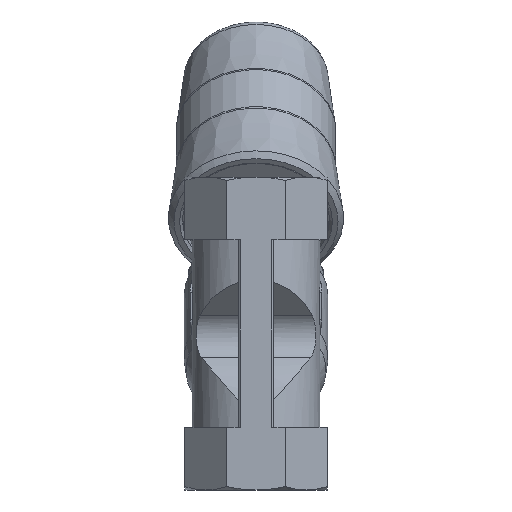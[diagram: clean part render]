
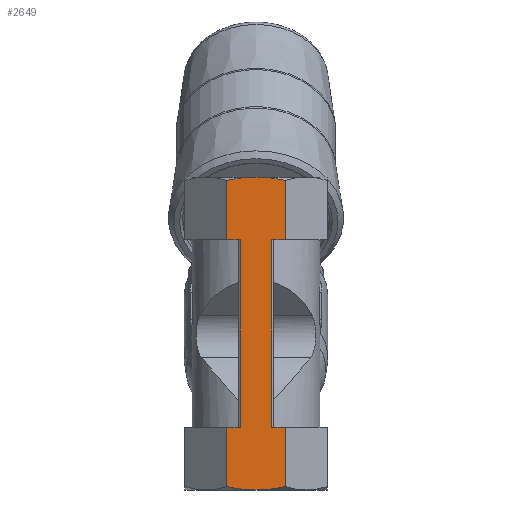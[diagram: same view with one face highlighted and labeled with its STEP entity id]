
A CAD part, front view. The second image highlights one B-rep face of the part: STEP entity #2649.
In plain terms, the highlighted planar face has unit normal (0, -1, 0).
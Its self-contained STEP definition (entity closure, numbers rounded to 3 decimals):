
#125=PLANE('',#2927);
#238=B_SPLINE_CURVE_WITH_KNOTS('',3,(#4653,#4654,#4655,#4656),
 .UNSPECIFIED.,.F.,.F.,(4,4),(0.022,0.033),
 .UNSPECIFIED.);
#239=B_SPLINE_CURVE_WITH_KNOTS('',3,(#4665,#4666,#4667,#4668,#4669),
 .UNSPECIFIED.,.F.,.F.,(4,1,4),(0.037,0.043,0.048),
 .UNSPECIFIED.);
#240=B_SPLINE_CURVE_WITH_KNOTS('',3,(#4670,#4671,#4672,#4673),
 .UNSPECIFIED.,.F.,.F.,(4,4),(0.027,0.037),
 .UNSPECIFIED.);
#241=B_SPLINE_CURVE_WITH_KNOTS('',3,(#4680,#4681,#4682,#4683,#4684),
 .UNSPECIFIED.,.F.,.F.,(4,1,4),(0.033,0.038,0.043),
 .UNSPECIFIED.);
#823=ORIENTED_EDGE('',*,*,#1412,.F.);
#824=ORIENTED_EDGE('',*,*,#1413,.F.);
#825=ORIENTED_EDGE('',*,*,#1414,.F.);
#826=ORIENTED_EDGE('',*,*,#1415,.T.);
#827=ORIENTED_EDGE('',*,*,#1402,.T.);
#828=ORIENTED_EDGE('',*,*,#1416,.T.);
#829=ORIENTED_EDGE('',*,*,#1417,.F.);
#830=ORIENTED_EDGE('',*,*,#1418,.F.);
#831=ORIENTED_EDGE('',*,*,#1410,.F.);
#832=ORIENTED_EDGE('',*,*,#1394,.T.);
#833=ORIENTED_EDGE('',*,*,#1419,.F.);
#834=ORIENTED_EDGE('',*,*,#1420,.F.);
#835=ORIENTED_EDGE('',*,*,#1421,.T.);
#836=ORIENTED_EDGE('',*,*,#1422,.F.);
#1394=EDGE_CURVE('',#1716,#1715,#1872,.T.);
#1402=EDGE_CURVE('',#1724,#1723,#1880,.T.);
#1410=EDGE_CURVE('',#1716,#1728,#1884,.T.);
#1412=EDGE_CURVE('',#1729,#1561,#238,.T.);
#1413=EDGE_CURVE('',#1730,#1729,#1885,.T.);
#1414=EDGE_CURVE('',#1731,#1730,#1886,.T.);
#1415=EDGE_CURVE('',#1731,#1724,#1887,.T.);
#1416=EDGE_CURVE('',#1723,#1732,#1888,.T.);
#1417=EDGE_CURVE('',#1574,#1732,#239,.T.);
#1418=EDGE_CURVE('',#1728,#1574,#240,.T.);
#1419=EDGE_CURVE('',#1733,#1715,#1889,.T.);
#1420=EDGE_CURVE('',#1734,#1733,#1890,.T.);
#1421=EDGE_CURVE('',#1734,#1735,#1891,.T.);
#1422=EDGE_CURVE('',#1561,#1735,#241,.T.);
#1561=VERTEX_POINT('',#3867);
#1574=VERTEX_POINT('',#3894);
#1715=VERTEX_POINT('',#4605);
#1716=VERTEX_POINT('',#4607);
#1723=VERTEX_POINT('',#4621);
#1724=VERTEX_POINT('',#4623);
#1728=VERTEX_POINT('',#4647);
#1729=VERTEX_POINT('',#4657);
#1730=VERTEX_POINT('',#4659);
#1731=VERTEX_POINT('',#4661);
#1732=VERTEX_POINT('',#4664);
#1733=VERTEX_POINT('',#4675);
#1734=VERTEX_POINT('',#4677);
#1735=VERTEX_POINT('',#4679);
#1872=LINE('',#4606,#2036);
#1880=LINE('',#4622,#2044);
#1884=LINE('',#4646,#2048);
#1885=LINE('',#4658,#2049);
#1886=LINE('',#4660,#2050);
#1887=LINE('',#4662,#2051);
#1888=LINE('',#4663,#2052);
#1889=LINE('',#4674,#2053);
#1890=LINE('',#4676,#2054);
#1891=LINE('',#4678,#2055);
#2036=VECTOR('',#3480,1000.);
#2044=VECTOR('',#3488,1000.);
#2048=VECTOR('',#3498,1000.);
#2049=VECTOR('',#3501,1000.);
#2050=VECTOR('',#3502,1000.);
#2051=VECTOR('',#3503,1000.);
#2052=VECTOR('',#3504,1000.);
#2053=VECTOR('',#3505,1000.);
#2054=VECTOR('',#3506,1000.);
#2055=VECTOR('',#3507,1000.);
#2243=EDGE_LOOP('',(#823,#824,#825,#826,#827,#828,#829,#830,#831,#832,#833,
#834,#835,#836));
#2444=FACE_BOUND('',#2243,.T.);
#2649=ADVANCED_FACE('',(#2444),#125,.T.);
#2927=AXIS2_PLACEMENT_3D('',#4652,#3499,#3500);
#3480=DIRECTION('',(0.,0.,-1.));
#3488=DIRECTION('',(0.,0.,-1.));
#3498=DIRECTION('',(1.,0.,0.));
#3499=DIRECTION('',(0.,-1.,0.));
#3500=DIRECTION('',(0.,0.,-1.));
#3501=DIRECTION('',(-1.,0.,0.));
#3502=DIRECTION('',(0.,0.,-1.));
#3503=DIRECTION('',(1.,0.,0.));
#3504=DIRECTION('',(1.,0.,0.));
#3505=DIRECTION('',(1.,0.,0.));
#3506=DIRECTION('',(0.,0.,-1.));
#3507=DIRECTION('',(-1.,0.,0.));
#3867=CARTESIAN_POINT('',(-110.,-25.,0.));
#3894=CARTESIAN_POINT('',(0.,-25.,0.));
#4605=CARTESIAN_POINT('',(-22.,-25.,5.5));
#4606=CARTESIAN_POINT('',(-22.,-25.,10.355));
#4607=CARTESIAN_POINT('',(-22.,-25.,10.355));
#4621=CARTESIAN_POINT('',(-22.,-25.,-10.355));
#4622=CARTESIAN_POINT('',(-22.,-25.,10.355));
#4623=CARTESIAN_POINT('',(-22.,-25.,-5.5));
#4646=CARTESIAN_POINT('',(-22.,-25.,10.355));
#4647=CARTESIAN_POINT('',(-1.189,-25.,10.355));
#4652=CARTESIAN_POINT('',(-22.,-25.,10.355));
#4653=CARTESIAN_POINT('',(-108.811,-25.,-10.355));
#4654=CARTESIAN_POINT('',(-109.567,-25.,-6.932));
#4655=CARTESIAN_POINT('',(-110.,-25.,-3.459));
#4656=CARTESIAN_POINT('',(-110.,-25.,0.));
#4657=CARTESIAN_POINT('',(-108.811,-25.,-10.355));
#4658=CARTESIAN_POINT('',(-88.,-25.,-10.355));
#4659=CARTESIAN_POINT('',(-88.,-25.,-10.355));
#4660=CARTESIAN_POINT('',(-88.,-25.,10.355));
#4661=CARTESIAN_POINT('',(-88.,-25.,-5.5));
#4662=CARTESIAN_POINT('',(-110.,-25.,-5.5));
#4663=CARTESIAN_POINT('',(-22.,-25.,-10.355));
#4664=CARTESIAN_POINT('',(-1.189,-25.,-10.355));
#4665=CARTESIAN_POINT('',(0.,-25.,0.));
#4666=CARTESIAN_POINT('',(0.,-25.,-1.732));
#4667=CARTESIAN_POINT('',(-0.215,-25.,-5.242));
#4668=CARTESIAN_POINT('',(-0.816,-25.,-8.666));
#4669=CARTESIAN_POINT('',(-1.189,-25.,-10.355));
#4670=CARTESIAN_POINT('',(-1.189,-25.,10.355));
#4671=CARTESIAN_POINT('',(-0.434,-25.,6.937));
#4672=CARTESIAN_POINT('',(0.,-25.,3.488));
#4673=CARTESIAN_POINT('',(0.,-25.,0.));
#4674=CARTESIAN_POINT('',(-110.,-25.,5.5));
#4675=CARTESIAN_POINT('',(-88.,-25.,5.5));
#4676=CARTESIAN_POINT('',(-88.,-25.,10.355));
#4677=CARTESIAN_POINT('',(-88.,-25.,10.355));
#4678=CARTESIAN_POINT('',(-88.,-25.,10.355));
#4679=CARTESIAN_POINT('',(-108.811,-25.,10.355));
#4680=CARTESIAN_POINT('',(-110.,-25.,0.));
#4681=CARTESIAN_POINT('',(-110.,-25.,1.727));
#4682=CARTESIAN_POINT('',(-109.792,-25.,5.179));
#4683=CARTESIAN_POINT('',(-109.187,-25.,8.651));
#4684=CARTESIAN_POINT('',(-108.811,-25.,10.355));
